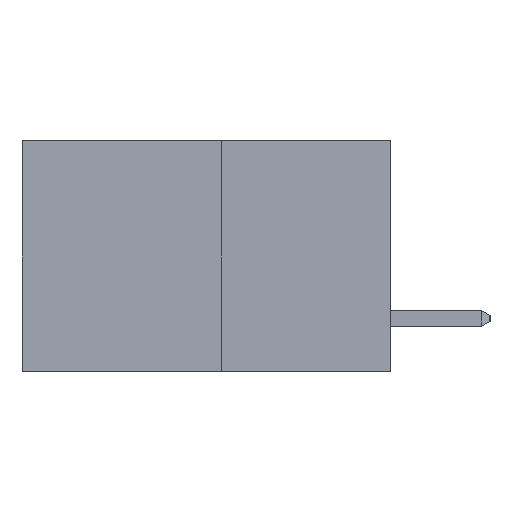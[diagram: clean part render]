
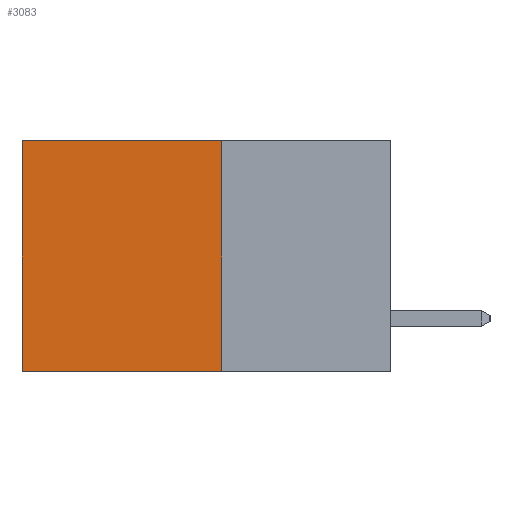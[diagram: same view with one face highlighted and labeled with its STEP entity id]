
A CAD part, left-side view. The second image highlights one B-rep face of the part: STEP entity #3083.
In plain terms, the highlighted planar face has unit normal (-1, 0, 0).
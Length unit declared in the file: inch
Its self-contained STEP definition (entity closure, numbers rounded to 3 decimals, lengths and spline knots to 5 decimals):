
#685 = DIRECTION ( 'NONE',  ( 0., 1., 0. ) ) ;
#1957 = LINE ( 'NONE', #4493, #9310 ) ;
#2699 = VECTOR ( 'NONE', #10578, 39.37008 ) ;
#2968 = EDGE_CURVE ( 'NONE', #16833, #18089, #7379, .T. ) ;
#2976 = PLANE ( 'NONE',  #15487 ) ;
#3083 = ADVANCED_FACE ( 'NONE', ( #17075 ), #2976, .F. ) ;
#3236 = DIRECTION ( 'NONE',  ( 0., 0., -1. ) ) ;
#3472 = VECTOR ( 'NONE', #17870, 39.37008 ) ;
#4388 = VERTEX_POINT ( 'NONE', #18305 ) ;
#4493 = CARTESIAN_POINT ( 'NONE',  ( 0.277, 0.59, -0.37 ) ) ;
#7379 = LINE ( 'NONE', #15627, #3472 ) ;
#8023 = ORIENTED_EDGE ( 'NONE', *, *, #2968, .F. ) ;
#8061 = VERTEX_POINT ( 'NONE', #17236 ) ;
#8064 = CARTESIAN_POINT ( 'NONE',  ( 0.277, 0.27, -0.37 ) ) ;
#8478 = ORIENTED_EDGE ( 'NONE', *, *, #11720, .T. ) ;
#8592 = VECTOR ( 'NONE', #685, 39.37008 ) ;
#9310 = VECTOR ( 'NONE', #16056, 39.37008 ) ;
#10293 = CARTESIAN_POINT ( 'NONE',  ( 0.277, 0.27, -0.37 ) ) ;
#10315 = EDGE_LOOP ( 'NONE', ( #10960, #18540, #8023, #8478 ) ) ;
#10339 = CARTESIAN_POINT ( 'NONE',  ( 0.277, 0.27, 0. ) ) ;
#10578 = DIRECTION ( 'NONE',  ( 0., 1., 0. ) ) ;
#10960 = ORIENTED_EDGE ( 'NONE', *, *, #12779, .T. ) ;
#11720 = EDGE_CURVE ( 'NONE', #16833, #4388, #17671, .T. ) ;
#12779 = EDGE_CURVE ( 'NONE', #4388, #8061, #1957, .T. ) ;
#13171 = DIRECTION ( 'NONE',  ( 1., 0., 0. ) ) ;
#14847 = CARTESIAN_POINT ( 'NONE',  ( 0.277, 0.27, -0.37 ) ) ;
#15487 = AXIS2_PLACEMENT_3D ( 'NONE', #10293, #13171, #3236 ) ;
#15627 = CARTESIAN_POINT ( 'NONE',  ( 0.277, 0.27, -0.37 ) ) ;
#16056 = DIRECTION ( 'NONE',  ( 0., 0., -1. ) ) ;
#16269 = LINE ( 'NONE', #8064, #8592 ) ;
#16833 = VERTEX_POINT ( 'NONE', #10339 ) ;
#17075 = FACE_OUTER_BOUND ( 'NONE', #10315, .T. ) ;
#17236 = CARTESIAN_POINT ( 'NONE',  ( 0.277, 0.59, -0.37 ) ) ;
#17671 = LINE ( 'NONE', #17728, #2699 ) ;
#17728 = CARTESIAN_POINT ( 'NONE',  ( 0.277, 0.27, 0. ) ) ;
#17870 = DIRECTION ( 'NONE',  ( 0., 0., -1. ) ) ;
#18089 = VERTEX_POINT ( 'NONE', #14847 ) ;
#18305 = CARTESIAN_POINT ( 'NONE',  ( 0.277, 0.59, 0. ) ) ;
#18540 = ORIENTED_EDGE ( 'NONE', *, *, #18768, .F. ) ;
#18768 = EDGE_CURVE ( 'NONE', #18089, #8061, #16269, .T. ) ;
